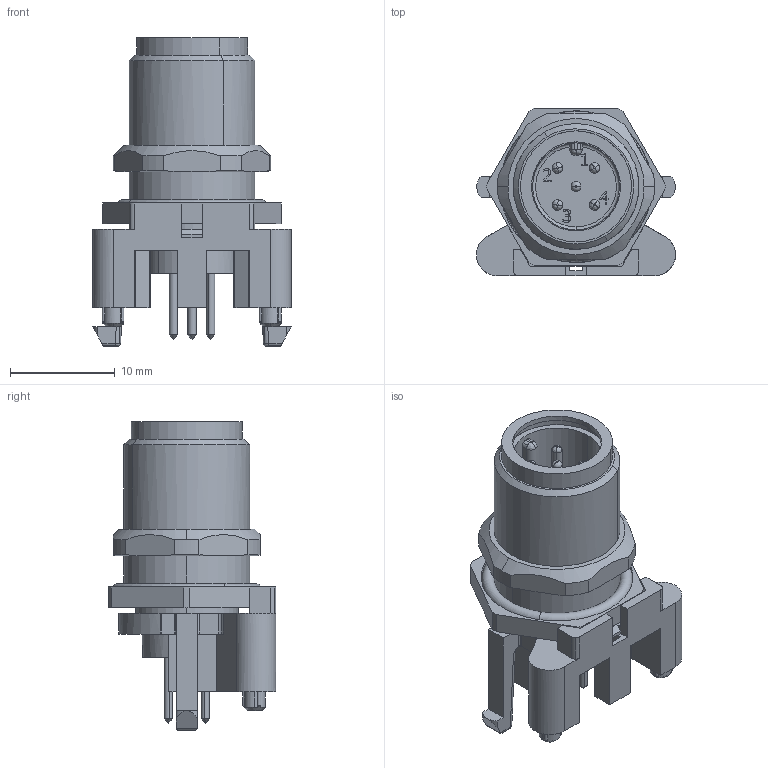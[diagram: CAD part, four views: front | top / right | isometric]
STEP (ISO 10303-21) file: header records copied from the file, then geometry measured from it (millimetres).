
FILE_DESCRIPTION(('CATIA V5R24 STEP','CAx-IF Rec.Pracs.--- Model Styling and Organization---1.2---2011-12-15'),'2;1');
FILE_NAME ('D1461840_0_2422880000_2422880000.stp','2017-08-29T12:10:39+00:00',('none'),('Weidmueller'),'CATIA Version 5-6 Release 2014 SP4 HF52','CATIA V5 STEP AP214','none');
FILE_SCHEMA(('AUTOMOTIVE_DESIGN { 1 0 10303 214 1 1 1 1 }'));
Length unit declared in the file: millimetre
Products named in the file (1): 2422880000
Bounding box: 19 x 16 x 29.5 mm (x, y, z)
Volume: 2629.2 mm3; surface area: 4123.5 mm2
Topology: 4 solids, 9 shells, 417 faces, 1150 edges, 762 vertices
Faces by surface type: cylinder 156, plane 149, bspline 63, cone 37, torus 12
Entity records: 14300 total; most frequent: CARTESIAN_POINT 4723, ORIENTED_EDGE 2280, DIRECTION 1430, EDGE_CURVE 1140, VERTEX_POINT 762, AXIS2_PLACEMENT_3D 581, VECTOR 514, LINE 514
